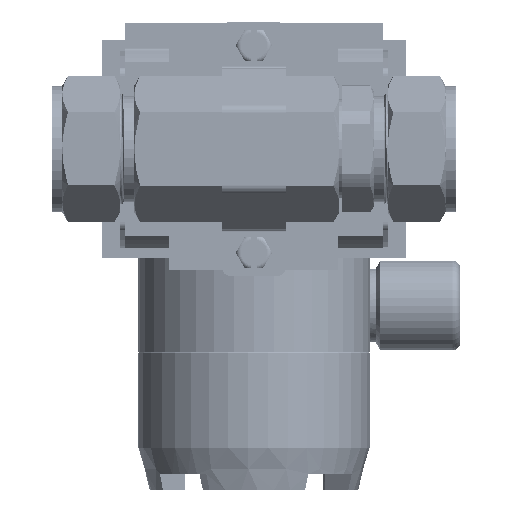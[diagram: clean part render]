
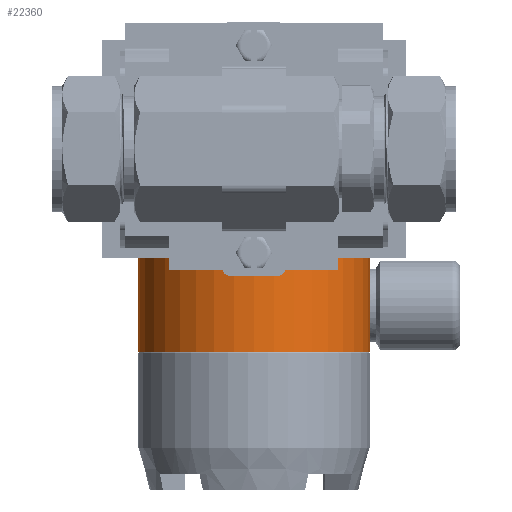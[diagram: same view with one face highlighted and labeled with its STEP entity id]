
A CAD part, front view. The second image highlights one B-rep face of the part: STEP entity #22360.
In plain terms, the highlighted cylindrical face has radius 34.734 mm (diameter 69.469 mm), a partial arc.
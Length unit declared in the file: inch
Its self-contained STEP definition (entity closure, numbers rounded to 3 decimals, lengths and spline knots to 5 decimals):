
#2072 = DIRECTION ( 'NONE',  ( 0., 0., -1. ) ) ;
#5419 = CARTESIAN_POINT ( 'NONE',  ( 1.368, 4.641, -3.23 ) ) ;
#8498 = EDGE_LOOP ( 'NONE', ( #8937, #121542, #57371, #52385 ) ) ;
#8937 = ORIENTED_EDGE ( 'NONE', *, *, #77361, .T. ) ;
#11558 = DIRECTION ( 'NONE',  ( 0., 0., 1. ) ) ;
#13792 = CARTESIAN_POINT ( 'NONE',  ( -1.367, 4.641, -3.23 ) ) ;
#17229 = AXIS2_PLACEMENT_3D ( 'NONE', #117570, #11558, #94747 ) ;
#21813 = EDGE_CURVE ( 'NONE', #130046, #73554, #151409, .T. ) ;
#22061 = DIRECTION ( 'NONE',  ( 0., 0., 1. ) ) ;
#22360 = ADVANCED_FACE ( 'NONE', ( #130906 ), #64061, .T. ) ;
#25310 = VERTEX_POINT ( 'NONE', #40712 ) ;
#25925 = LINE ( 'NONE', #5419, #81652 ) ;
#31121 = CIRCLE ( 'NONE', #116846, 1.3675 ) ;
#34769 = CARTESIAN_POINT ( 'NONE',  ( 1.368, 4.641, -1.29 ) ) ;
#40712 = CARTESIAN_POINT ( 'NONE',  ( 1.368, 4.641, -2.4 ) ) ;
#42821 = CARTESIAN_POINT ( 'NONE',  ( -1.367, 4.641, -1.29 ) ) ;
#52158 = CIRCLE ( 'NONE', #143341, 1.3675 ) ;
#52385 = ORIENTED_EDGE ( 'NONE', *, *, #21813, .F. ) ;
#55595 = VERTEX_POINT ( 'NONE', #34769 ) ;
#57371 = ORIENTED_EDGE ( 'NONE', *, *, #79911, .T. ) ;
#64061 = CYLINDRICAL_SURFACE ( 'NONE', #17229, 1.3675 ) ;
#73242 = CARTESIAN_POINT ( 'NONE',  ( 0.0005, 4.641, -1.29 ) ) ;
#73554 = VERTEX_POINT ( 'NONE', #42821 ) ;
#77361 = EDGE_CURVE ( 'NONE', #130046, #25310, #52158, .T. ) ;
#79911 = EDGE_CURVE ( 'NONE', #55595, #73554, #31121, .T. ) ;
#80877 = VECTOR ( 'NONE', #108930, 39.37008 ) ;
#81096 = CARTESIAN_POINT ( 'NONE',  ( -1.367, 4.641, -2.4 ) ) ;
#81652 = VECTOR ( 'NONE', #100534, 39.37008 ) ;
#85236 = DIRECTION ( 'NONE',  ( 1., 0., 0. ) ) ;
#93270 = CARTESIAN_POINT ( 'NONE',  ( 0.0005, 4.641, -2.4 ) ) ;
#94747 = DIRECTION ( 'NONE',  ( -1., 0., 0. ) ) ;
#100534 = DIRECTION ( 'NONE',  ( 0., 0., 1. ) ) ;
#105242 = DIRECTION ( 'NONE',  ( -1., 0., 0. ) ) ;
#108930 = DIRECTION ( 'NONE',  ( 0., 0., 1. ) ) ;
#116846 = AXIS2_PLACEMENT_3D ( 'NONE', #73242, #2072, #85236 ) ;
#117570 = CARTESIAN_POINT ( 'NONE',  ( 0.0005, 4.641, -3.23 ) ) ;
#121542 = ORIENTED_EDGE ( 'NONE', *, *, #144393, .T. ) ;
#130046 = VERTEX_POINT ( 'NONE', #81096 ) ;
#130906 = FACE_OUTER_BOUND ( 'NONE', #8498, .T. ) ;
#143341 = AXIS2_PLACEMENT_3D ( 'NONE', #93270, #22061, #105242 ) ;
#144393 = EDGE_CURVE ( 'NONE', #25310, #55595, #25925, .T. ) ;
#151409 = LINE ( 'NONE', #13792, #80877 ) ;
